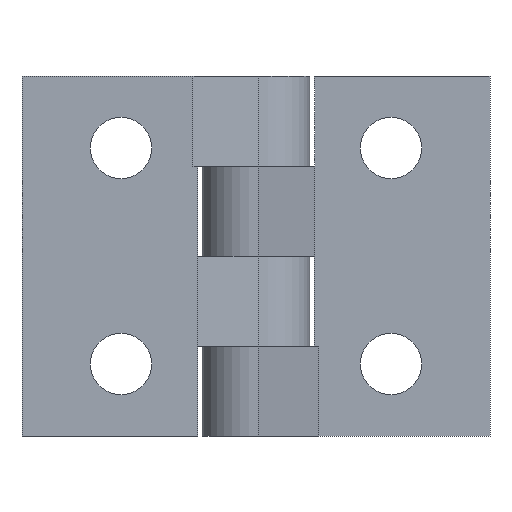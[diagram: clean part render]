
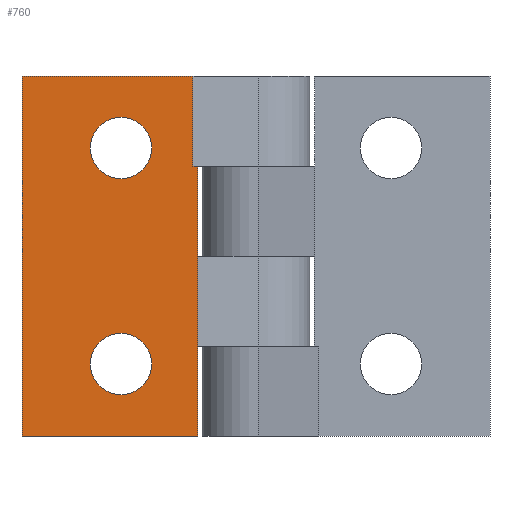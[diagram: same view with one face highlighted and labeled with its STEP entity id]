
A CAD part, left-side view. The second image highlights one B-rep face of the part: STEP entity #760.
In plain terms, the highlighted planar face has unit normal (-1, 0, 0).
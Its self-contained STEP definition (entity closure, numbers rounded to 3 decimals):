
#41=FACE_BOUND('',#148,.T.);
#42=FACE_BOUND('',#149,.T.);
#61=CIRCLE('',#823,3.4);
#63=CIRCLE('',#827,3.4);
#99=FACE_OUTER_BOUND('',#147,.T.);
#147=EDGE_LOOP('',(#591,#592,#593,#594,#595,#596));
#148=EDGE_LOOP('',(#597));
#149=EDGE_LOOP('',(#598));
#196=LINE('',#1129,#271);
#198=LINE('',#1135,#273);
#204=LINE('',#1145,#279);
#218=LINE('',#1197,#293);
#219=LINE('',#1199,#294);
#220=LINE('',#1200,#295);
#271=VECTOR('',#897,10.);
#273=VECTOR('',#901,10.);
#279=VECTOR('',#909,10.);
#293=VECTOR('',#973,10.);
#294=VECTOR('',#976,10.);
#295=VECTOR('',#977,10.);
#346=VERTEX_POINT('',#1125);
#347=VERTEX_POINT('',#1127);
#349=VERTEX_POINT('',#1132);
#350=VERTEX_POINT('',#1134);
#353=VERTEX_POINT('',#1144);
#361=VERTEX_POINT('',#1175);
#363=VERTEX_POINT('',#1183);
#366=VERTEX_POINT('',#1195);
#416=EDGE_CURVE('',#346,#347,#196,.T.);
#418=EDGE_CURVE('',#349,#350,#198,.T.);
#424=EDGE_CURVE('',#350,#353,#204,.T.);
#440=EDGE_CURVE('',#361,#361,#61,.T.);
#444=EDGE_CURVE('',#363,#363,#63,.T.);
#450=EDGE_CURVE('',#349,#366,#218,.T.);
#451=EDGE_CURVE('',#347,#353,#219,.T.);
#452=EDGE_CURVE('',#366,#346,#220,.T.);
#591=ORIENTED_EDGE('',*,*,#451,.T.);
#592=ORIENTED_EDGE('',*,*,#424,.F.);
#593=ORIENTED_EDGE('',*,*,#418,.F.);
#594=ORIENTED_EDGE('',*,*,#450,.T.);
#595=ORIENTED_EDGE('',*,*,#452,.T.);
#596=ORIENTED_EDGE('',*,*,#416,.T.);
#597=ORIENTED_EDGE('',*,*,#444,.F.);
#598=ORIENTED_EDGE('',*,*,#440,.F.);
#726=PLANE('',#833);
#760=ADVANCED_FACE('',(#99,#41,#42),#726,.F.);
#823=AXIS2_PLACEMENT_3D('',#1177,#948,#949);
#827=AXIS2_PLACEMENT_3D('',#1185,#958,#959);
#833=AXIS2_PLACEMENT_3D('',#1198,#974,#975);
#897=DIRECTION('',(0.,0.,-1.));
#901=DIRECTION('',(0.,-1.,0.));
#909=DIRECTION('',(0.,0.,-1.));
#948=DIRECTION('center_axis',(-1.,0.,0.));
#949=DIRECTION('ref_axis',(0.,0.,-1.));
#958=DIRECTION('center_axis',(-1.,0.,0.));
#959=DIRECTION('ref_axis',(0.,0.,-1.));
#973=DIRECTION('',(0.,0.,1.));
#974=DIRECTION('center_axis',(1.,0.,0.));
#975=DIRECTION('ref_axis',(0.,0.,-1.));
#976=DIRECTION('',(0.,-1.,0.));
#977=DIRECTION('',(0.,1.,0.));
#1125=CARTESIAN_POINT('',(0.,52.,40.));
#1127=CARTESIAN_POINT('',(0.,52.,0.));
#1129=CARTESIAN_POINT('',(0.,52.,40.));
#1132=CARTESIAN_POINT('',(0.,33.,30.));
#1134=CARTESIAN_POINT('',(0.,32.5,30.));
#1135=CARTESIAN_POINT('',(0.,33.,30.));
#1144=CARTESIAN_POINT('',(0.,32.5,0.));
#1145=CARTESIAN_POINT('',(0.,32.5,30.));
#1175=CARTESIAN_POINT('',(0.,41.,11.4));
#1177=CARTESIAN_POINT('Origin',(0.,41.,8.));
#1183=CARTESIAN_POINT('',(0.,41.,35.4));
#1185=CARTESIAN_POINT('Origin',(0.,41.,32.));
#1195=CARTESIAN_POINT('',(0.,33.,40.));
#1197=CARTESIAN_POINT('',(0.,33.,30.));
#1198=CARTESIAN_POINT('Origin',(0.,26.,20.));
#1199=CARTESIAN_POINT('',(0.,52.,0.));
#1200=CARTESIAN_POINT('',(0.,0.,40.));
